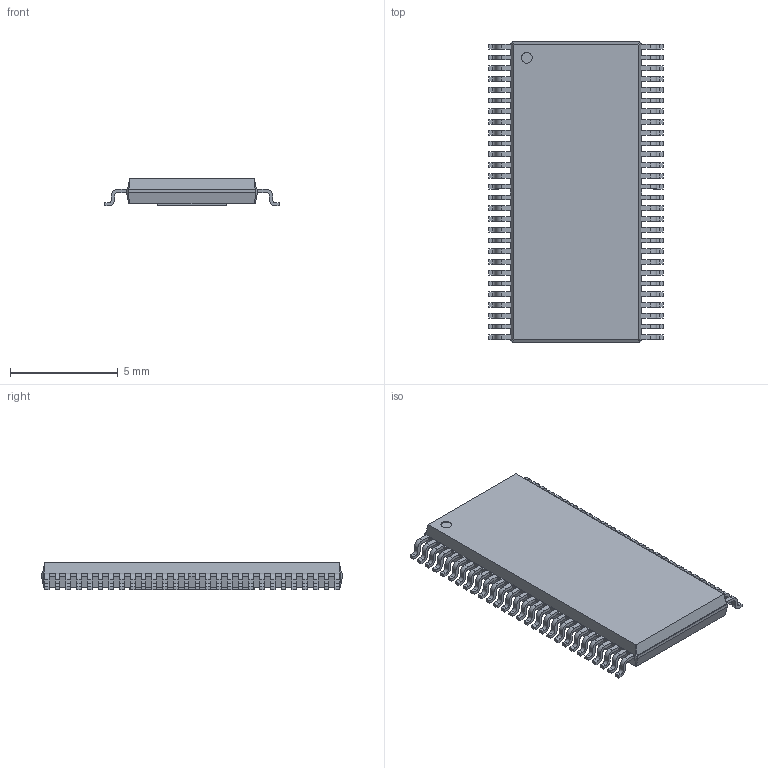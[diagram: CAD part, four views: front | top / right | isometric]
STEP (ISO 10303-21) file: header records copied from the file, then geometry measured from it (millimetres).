
FILE_DESCRIPTION(/* description */ ('model of HTSSOP-56-1EP_6.1x14mm_Pitch0.5mm'),/* implementation_level */ '2;1');
FILE_NAME(/* name */ 'HTSSOP-56-1EP_6.1x14mm_Pitch0.5mm.step',/* time_stamp */ '2017-09-13T22:38:52',/* author */ ('kicad StepUp','ksu'),/* organization */ ('FreeCAD'),/* preprocessor_version */ 'OCC',/* originating_system */ 'kicad StepUp',/* authorisation */ '');
FILE_SCHEMA(('AUTOMOTIVE_DESIGN { 1 0 10303 214 1 1 1 1 }'));
Length unit declared in the file: millimetre
Products named in the file (1): HTSSOP_56_1EP_61x14mm_Pitch05mm
Bounding box: 8.1 x 14 x 1.3 mm (x, y, z)
Volume: 103.6 mm3; surface area: 271.5 mm2
Topology: 1 solids, 1 shells, 881 faces, 2383 edges, 1506 vertices
Faces by surface type: plane 576, cylinder 225, bspline 80
Full cylindrical faces by diameter (mm): 0.5 x1
Entity records: 33352 total; most frequent: CARTESIAN_POINT 5043, ORIENTED_EDGE 4766, DIRECTION 4405, EDGE_CURVE 2383, LINE 1901, VECTOR 1901, VERTEX_POINT 1506, AXIS2_PLACEMENT_3D 1252
